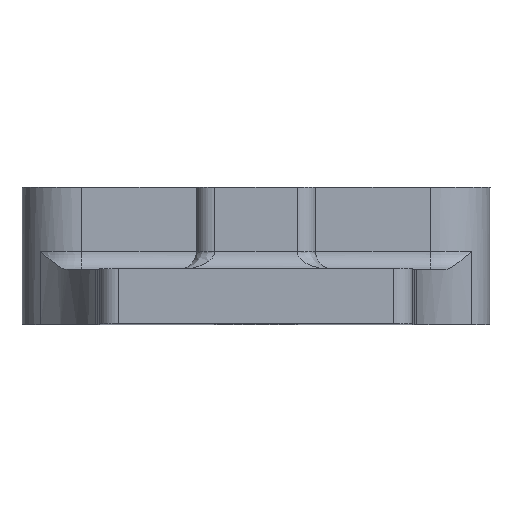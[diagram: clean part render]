
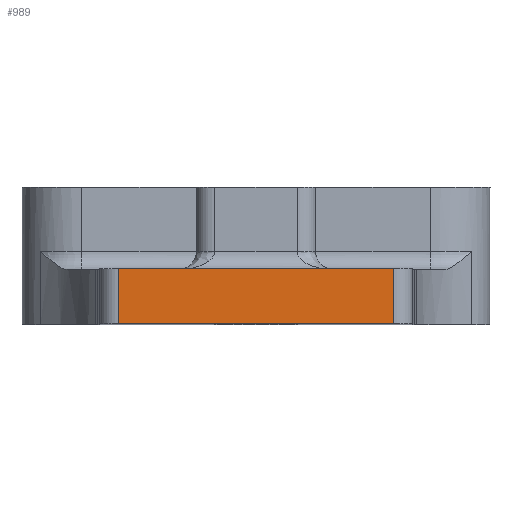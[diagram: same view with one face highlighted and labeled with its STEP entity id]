
A CAD part, top view. The second image highlights one B-rep face of the part: STEP entity #989.
In plain terms, the highlighted planar face has unit normal (0, 0, 1).
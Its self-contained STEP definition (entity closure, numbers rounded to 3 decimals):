
#23 = EDGE_CURVE ( 'NONE', #99, #402, #1175, .T. ) ;
#79 = AXIS2_PLACEMENT_3D ( 'NONE', #460, #564, #1327 ) ;
#99 = VERTEX_POINT ( 'NONE', #719 ) ;
#103 = CARTESIAN_POINT ( 'NONE',  ( 22.5, 0., 0. ) ) ;
#110 = EDGE_CURVE ( 'NONE', #1227, #805, #1063, .T. ) ;
#167 = CARTESIAN_POINT ( 'NONE',  ( 0., 0., 0. ) ) ;
#190 = VECTOR ( 'NONE', #842, 1000. ) ;
#212 = ORIENTED_EDGE ( 'NONE', *, *, #23, .F. ) ;
#253 = EDGE_CURVE ( 'NONE', #805, #402, #954, .T. ) ;
#305 = CARTESIAN_POINT ( 'NONE',  ( 0., 3., 0. ) ) ;
#402 = VERTEX_POINT ( 'NONE', #474 ) ;
#419 = ORIENTED_EDGE ( 'NONE', *, *, #110, .T. ) ;
#460 = CARTESIAN_POINT ( 'NONE',  ( 0., 3., 0. ) ) ;
#470 = VECTOR ( 'NONE', #1040, 1000. ) ;
#474 = CARTESIAN_POINT ( 'NONE',  ( 22.5, 3., 0. ) ) ;
#564 = DIRECTION ( 'NONE',  ( 0., 0., -1. ) ) ;
#716 = LINE ( 'NONE', #1246, #1057 ) ;
#719 = CARTESIAN_POINT ( 'NONE',  ( 7.5, 3., 0. ) ) ;
#747 = DIRECTION ( 'NONE',  ( 1., 0., 0. ) ) ;
#790 = VECTOR ( 'NONE', #747, 1000. ) ;
#805 = VERTEX_POINT ( 'NONE', #103 ) ;
#813 = FACE_OUTER_BOUND ( 'NONE', #931, .T. ) ;
#820 = ORIENTED_EDGE ( 'NONE', *, *, #253, .T. ) ;
#842 = DIRECTION ( 'NONE',  ( 1., 0., 0. ) ) ;
#894 = PLANE ( 'NONE',  #79 ) ;
#931 = EDGE_LOOP ( 'NONE', ( #419, #820, #212, #1362 ) ) ;
#954 = LINE ( 'NONE', #1177, #470 ) ;
#981 = CARTESIAN_POINT ( 'NONE',  ( 7.5, 0., 0. ) ) ;
#989 = ADVANCED_FACE ( 'NONE', ( #813 ), #894, .F. ) ;
#1040 = DIRECTION ( 'NONE',  ( 0., 1., 0. ) ) ;
#1057 = VECTOR ( 'NONE', #1145, 1000. ) ;
#1063 = LINE ( 'NONE', #167, #190 ) ;
#1145 = DIRECTION ( 'NONE',  ( 0., -1., 0. ) ) ;
#1175 = LINE ( 'NONE', #305, #790 ) ;
#1176 = EDGE_CURVE ( 'NONE', #99, #1227, #716, .T. ) ;
#1177 = CARTESIAN_POINT ( 'NONE',  ( 22.5, 3., 0. ) ) ;
#1227 = VERTEX_POINT ( 'NONE', #981 ) ;
#1246 = CARTESIAN_POINT ( 'NONE',  ( 7.5, 0., 0. ) ) ;
#1327 = DIRECTION ( 'NONE',  ( -1., 0., 0. ) ) ;
#1362 = ORIENTED_EDGE ( 'NONE', *, *, #1176, .T. ) ;
